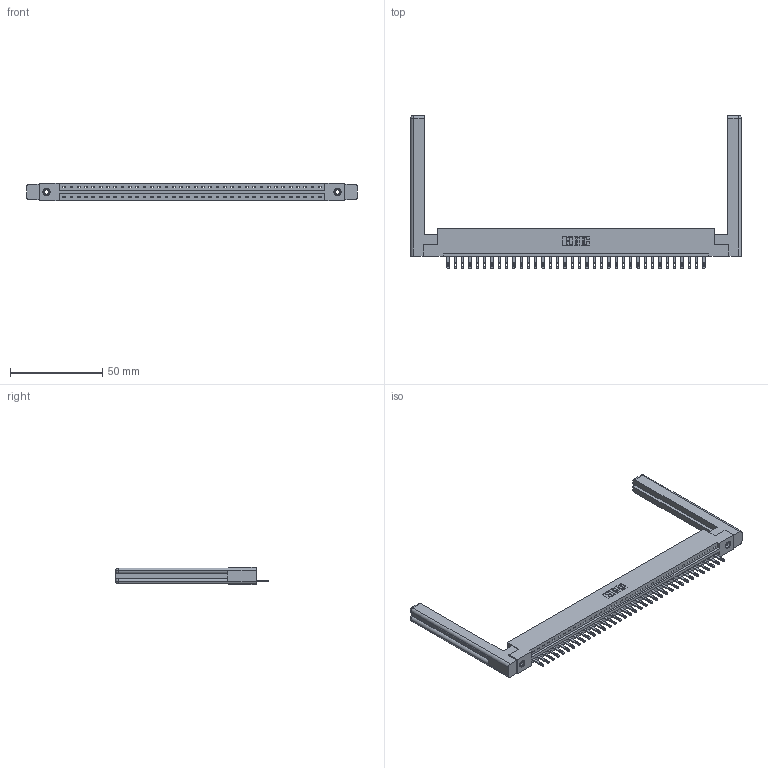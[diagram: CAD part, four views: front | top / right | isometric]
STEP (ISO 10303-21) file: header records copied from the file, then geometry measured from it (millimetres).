
FILE_DESCRIPTION (( 'STEP AP203' ), '1' );
FILE_NAME ('337-036-500-158.STEP', '2019-10-01T13:34:13', ( '' ), ( '' ), 'SwSTEP 2.0', 'SolidWorks 2016', '' );
FILE_SCHEMA (( 'CONFIG_CONTROL_DESIGN' ));
Length unit declared in the file: inch
Products named in the file (5): 337 Part_Flush Mounting Lugs - 0.156 Dia-TI; 307-220-058; 345-250-001_345-250-001-102; 345-292-001_345-293-100; 337-036-500-158
Assembly tree (41 placements, depth 2):
  337-036-500-158
    337 Part_Flush Mounting Lugs - 0.156 Dia-TI
    345-292-001_345-293-100  x36
    345-250-001_345-250-001-102  x2
    307-220-058  x2
Bounding box: 179.27 x 82.94 x 9.4 mm (x, y, z)
Volume: 25741.8 mm3; surface area: 24463.1 mm2
Topology: 41 solids, 41 shells, 2344 faces, 7145 edges, 4750 vertices
Faces by surface type: plane 1594, cylinder 726, cone 12, torus 12
Entity records: 30100 total; most frequent: CARTESIAN_POINT 5241, ORIENTED_EDGE 5152, DIRECTION 4444, EDGE_CURVE 2576, VECTOR 2396, LINE 2396, VERTEX_POINT 1710, AXIS2_PLACEMENT_3D 1024
